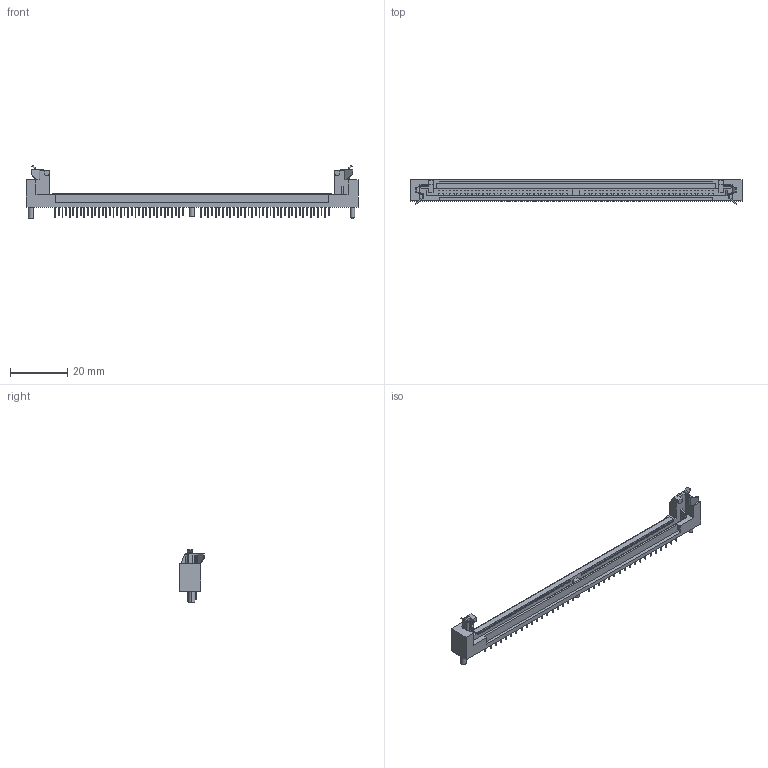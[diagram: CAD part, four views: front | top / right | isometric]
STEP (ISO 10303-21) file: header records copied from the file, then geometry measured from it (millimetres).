
FILE_DESCRIPTION(('STEP AP214'),'1');
FILE_NAME('5822021-4.stp','2020-06-08T18:59:47',('TraceParts'),('TraceParts S.A.'),'Spatial InterOp 3D',' ',' ');
FILE_SCHEMA(('AUTOMOTIVE_DESIGN { 1 0 10303 214 1 1 1 1 }'));
Length unit declared in the file: millimetre
Products named in the file (1): 5822021-4
Bounding box: 115.57 x 8.51 x 18.66 mm (x, y, z)
Volume: 3324.1 mm3; surface area: 4378.4 mm2
Topology: 1 solids, 1 shells, 1722 faces, 4488 edges, 2985 vertices
Faces by surface type: plane 1393, cylinder 322, cone 7
Entity records: 52298 total; most frequent: CARTESIAN_POINT 9224, ORIENTED_EDGE 8976, DIRECTION 8587, EDGE_CURVE 4488, LINE 3823, VECTOR 3823, VERTEX_POINT 2985, AXIS2_PLACEMENT_3D 2382
